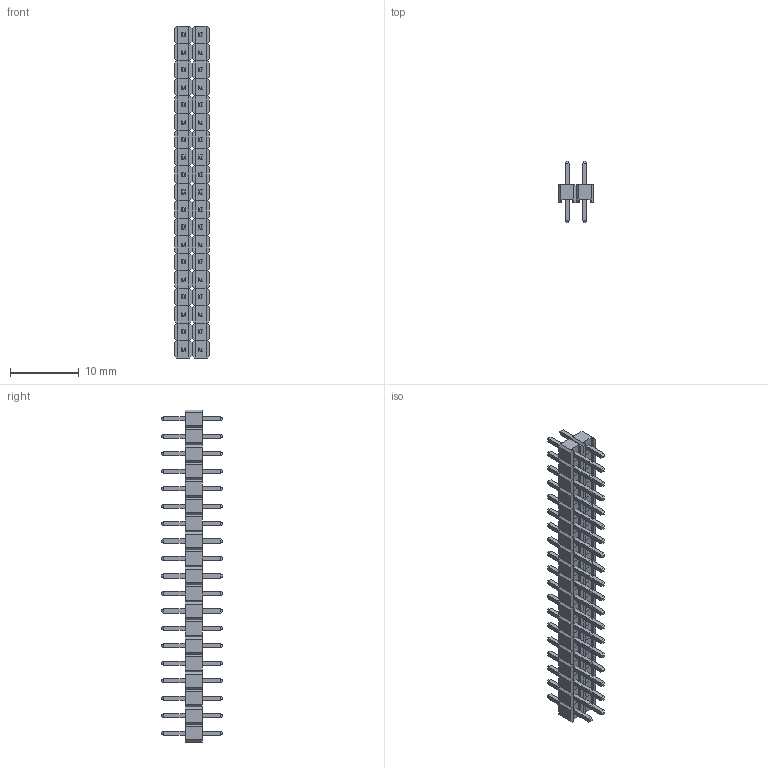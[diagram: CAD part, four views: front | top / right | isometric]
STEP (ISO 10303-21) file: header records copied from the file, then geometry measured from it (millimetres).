
FILE_DESCRIPTION (( 'STEP AP214' ), '1' );
FILE_NAME ('Pin Header 2x19 Way.STEP', '2025-07-01T09:35:25', ( '' ), ( '' ), 'SwSTEP 2.0', 'SolidWorks 2025', '' );
FILE_SCHEMA (( 'AUTOMOTIVE_DESIGN' ));
Length unit declared in the file: millimetre
Products named in the file (1): Pin Header 2x19 Way
Bounding box: 5.08 x 8.88 x 48.26 mm (x, y, z)
Volume: 616.6 mm3; surface area: 1988.6 mm2
Topology: 38 solids, 38 shells, 1216 faces, 2888 edges, 1824 vertices
Faces by surface type: plane 1216
Entity records: 47632 total; most frequent: CARTESIAN_POINT 5929, ORIENTED_EDGE 5776, DIRECTION 5322, LINE 2888, VECTOR 2888, EDGE_CURVE 2888, VERTEX_POINT 1824, EDGE_LOOP 1292
